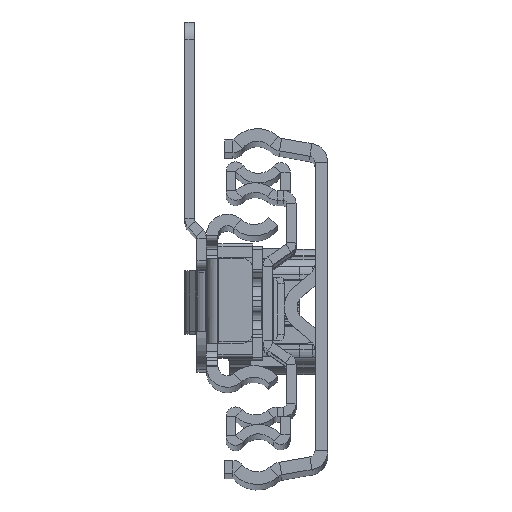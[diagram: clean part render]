
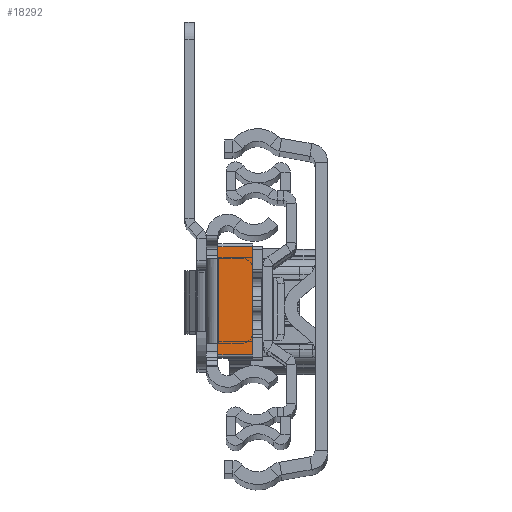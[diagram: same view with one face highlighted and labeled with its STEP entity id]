
A CAD part, top view. The second image highlights one B-rep face of the part: STEP entity #18292.
In plain terms, the highlighted planar face has unit normal (0, 0, 1).
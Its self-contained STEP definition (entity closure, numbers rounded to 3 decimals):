
#364 = ORIENTED_EDGE ( 'NONE', *, *, #2030, .T. ) ;
#2030 = EDGE_CURVE ( 'NONE', #4664, #4444, #13772, .T. ) ;
#2824 = EDGE_CURVE ( 'NONE', #4444, #22418, #17787, .T. ) ;
#4444 = VERTEX_POINT ( 'NONE', #17216 ) ;
#4664 = VERTEX_POINT ( 'NONE', #20742 ) ;
#4790 = EDGE_CURVE ( 'NONE', #8162, #4664, #21162, .T. ) ;
#5104 = ORIENTED_EDGE ( 'NONE', *, *, #2824, .T. ) ;
#6471 = CARTESIAN_POINT ( 'NONE',  ( 0., 11114.482, 0. ) ) ;
#6785 = DIRECTION ( 'NONE',  ( 0., 1., 0. ) ) ;
#6997 = CARTESIAN_POINT ( 'NONE',  ( 0., -8.5, 0. ) ) ;
#8162 = VERTEX_POINT ( 'NONE', #21460 ) ;
#8332 = LINE ( 'NONE', #12433, #17427 ) ;
#8832 = CARTESIAN_POINT ( 'NONE',  ( 5.5, 8.5, 0. ) ) ;
#10437 = DIRECTION ( 'NONE',  ( 0., -1., 0. ) ) ;
#11041 = FACE_OUTER_BOUND ( 'NONE', #26888, .T. ) ;
#11164 = ORIENTED_EDGE ( 'NONE', *, *, #14274, .T. ) ;
#12433 = CARTESIAN_POINT ( 'NONE',  ( 0., 8.5, 0. ) ) ;
#12731 = ORIENTED_EDGE ( 'NONE', *, *, #4790, .T. ) ;
#12744 = DIRECTION ( 'NONE',  ( 1., 0., 0. ) ) ;
#12819 = VECTOR ( 'NONE', #6785, 1000. ) ;
#13007 = DIRECTION ( 'NONE',  ( 0., 0., 1. ) ) ;
#13772 = LINE ( 'NONE', #6997, #23128 ) ;
#14274 = EDGE_CURVE ( 'NONE', #22418, #8162, #8332, .T. ) ;
#14688 = VECTOR ( 'NONE', #10437, 1000. ) ;
#15576 = DIRECTION ( 'NONE',  ( 1., 0., 0. ) ) ;
#15790 = CARTESIAN_POINT ( 'NONE',  ( 5.5, 11114.482, 0. ) ) ;
#17216 = CARTESIAN_POINT ( 'NONE',  ( 5.5, -8.5, 0. ) ) ;
#17427 = VECTOR ( 'NONE', #20748, 1000. ) ;
#17787 = LINE ( 'NONE', #15790, #12819 ) ;
#18292 = ADVANCED_FACE ( 'NONE', ( #11041 ), #21769, .T. ) ;
#20742 = CARTESIAN_POINT ( 'NONE',  ( 0., -8.5, 0. ) ) ;
#20748 = DIRECTION ( 'NONE',  ( -1., 0., 0. ) ) ;
#21162 = LINE ( 'NONE', #6471, #14688 ) ;
#21460 = CARTESIAN_POINT ( 'NONE',  ( 0., 8.5, 0. ) ) ;
#21769 = PLANE ( 'NONE',  #24775 ) ;
#22418 = VERTEX_POINT ( 'NONE', #8832 ) ;
#23128 = VECTOR ( 'NONE', #15576, 1000. ) ;
#23882 = CARTESIAN_POINT ( 'NONE',  ( 0., 11114.482, 0. ) ) ;
#24775 = AXIS2_PLACEMENT_3D ( 'NONE', #23882, #13007, #12744 ) ;
#26888 = EDGE_LOOP ( 'NONE', ( #12731, #364, #5104, #11164 ) ) ;
